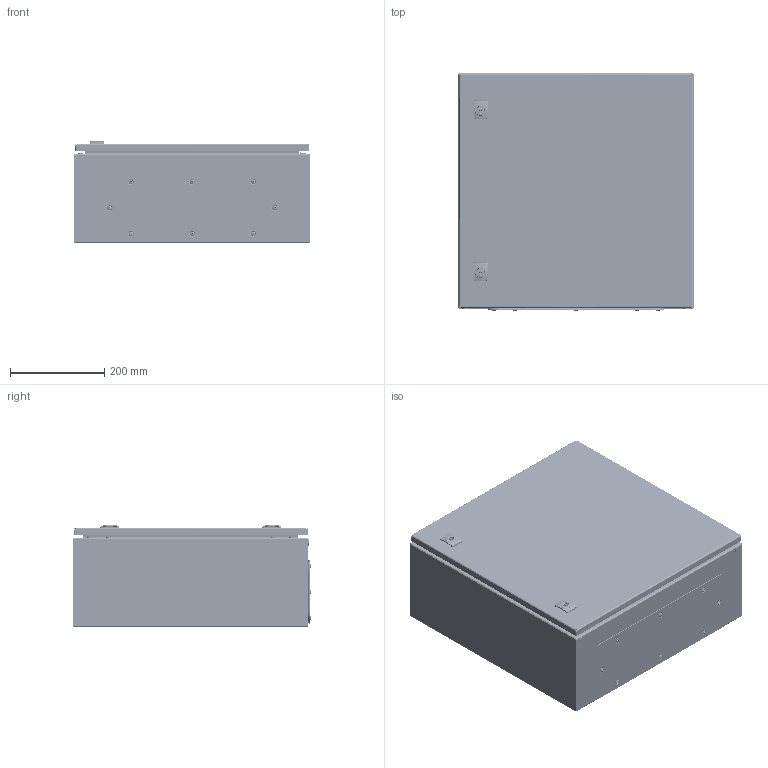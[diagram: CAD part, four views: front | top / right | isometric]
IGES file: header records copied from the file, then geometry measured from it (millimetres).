
Start section: SolidWorks IGES file using analytic representation for surfaces
Global section: file name: A-1025.igs; native system: SolidWorks 2007; preprocessor: SolidWorks 2007; author: Homeyer; date: 090928.111124; units: millimetre
Bounding box: 500 x 505.47 x 217.49 mm (x, y, z)
Surface area: 2625397.7 mm2 (no closed solid volume)
Topology: 0 solids, 0 shells, 2279 faces, 31386 edges, 31360 vertices
Faces by surface type: bspline 1344, revolution 935
